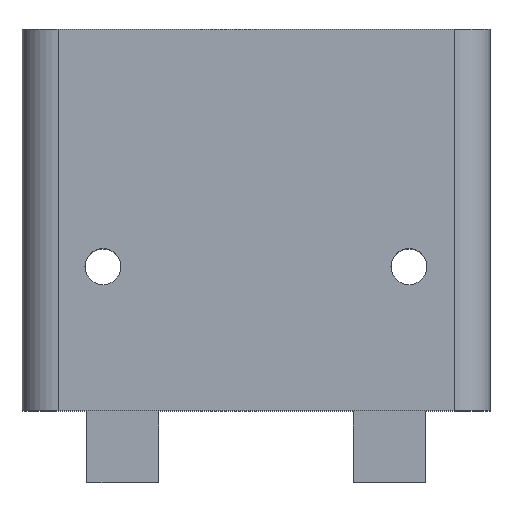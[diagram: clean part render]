
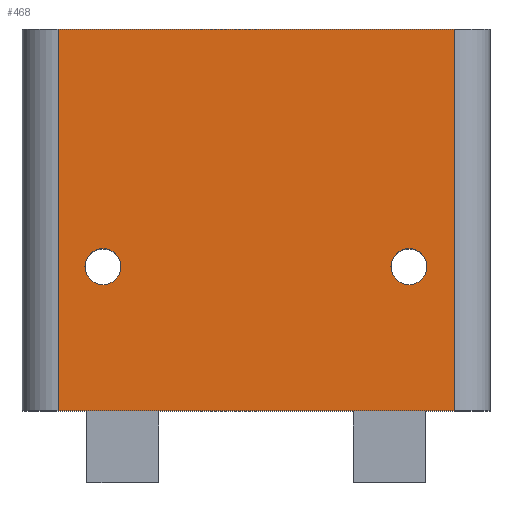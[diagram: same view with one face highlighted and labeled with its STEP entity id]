
A CAD part, top view. The second image highlights one B-rep face of the part: STEP entity #468.
In plain terms, the highlighted planar face has unit normal (0, 0, 1).
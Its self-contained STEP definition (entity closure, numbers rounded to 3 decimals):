
#18=FACE_BOUND('',#86,.T.);
#19=FACE_BOUND('',#87,.T.);
#36=PLANE('',#526);
#57=FACE_OUTER_BOUND('',#85,.T.);
#85=EDGE_LOOP('',(#395,#396,#397,#398));
#86=EDGE_LOOP('',(#399,#400));
#87=EDGE_LOOP('',(#401,#402));
#133=LINE('',#770,#177);
#134=LINE('',#777,#178);
#135=LINE('',#780,#179);
#136=LINE('',#781,#180);
#177=VECTOR('',#627,10.);
#178=VECTOR('',#636,10.);
#179=VECTOR('',#639,10.);
#180=VECTOR('',#640,10.);
#188=CIRCLE('',#498,0.5);
#189=CIRCLE('',#499,0.5);
#191=CIRCLE('',#502,0.5);
#192=CIRCLE('',#503,0.5);
#208=VERTEX_POINT('',#680);
#209=VERTEX_POINT('',#681);
#211=VERTEX_POINT('',#688);
#212=VERTEX_POINT('',#689);
#239=VERTEX_POINT('',#767);
#240=VERTEX_POINT('',#769);
#242=VERTEX_POINT('',#775);
#243=VERTEX_POINT('',#779);
#252=EDGE_CURVE('',#208,#209,#188,.T.);
#253=EDGE_CURVE('',#209,#208,#189,.T.);
#256=EDGE_CURVE('',#211,#212,#191,.T.);
#257=EDGE_CURVE('',#212,#211,#192,.T.);
#295=EDGE_CURVE('',#240,#239,#133,.T.);
#299=EDGE_CURVE('',#240,#242,#134,.T.);
#300=EDGE_CURVE('',#243,#239,#135,.T.);
#301=EDGE_CURVE('',#242,#243,#136,.T.);
#395=ORIENTED_EDGE('',*,*,#299,.F.);
#396=ORIENTED_EDGE('',*,*,#295,.T.);
#397=ORIENTED_EDGE('',*,*,#300,.F.);
#398=ORIENTED_EDGE('',*,*,#301,.F.);
#399=ORIENTED_EDGE('',*,*,#252,.T.);
#400=ORIENTED_EDGE('',*,*,#253,.T.);
#401=ORIENTED_EDGE('',*,*,#256,.T.);
#402=ORIENTED_EDGE('',*,*,#257,.T.);
#468=ADVANCED_FACE('',(#57,#18,#19),#36,.T.);
#498=AXIS2_PLACEMENT_3D('',#682,#546,#547);
#499=AXIS2_PLACEMENT_3D('',#683,#548,#549);
#502=AXIS2_PLACEMENT_3D('',#690,#555,#556);
#503=AXIS2_PLACEMENT_3D('',#691,#557,#558);
#526=AXIS2_PLACEMENT_3D('',#778,#637,#638);
#546=DIRECTION('center_axis',(0.,0.,-1.));
#547=DIRECTION('ref_axis',(1.,0.,0.));
#548=DIRECTION('center_axis',(0.,0.,-1.));
#549=DIRECTION('ref_axis',(1.,0.,0.));
#555=DIRECTION('center_axis',(0.,0.,-1.));
#556=DIRECTION('ref_axis',(1.,0.,0.));
#557=DIRECTION('center_axis',(0.,0.,-1.));
#558=DIRECTION('ref_axis',(1.,0.,0.));
#627=DIRECTION('',(1.,0.,0.));
#636=DIRECTION('',(0.,1.,0.));
#637=DIRECTION('center_axis',(0.,0.,1.));
#638=DIRECTION('ref_axis',(1.,0.,0.));
#639=DIRECTION('',(0.,-1.,0.));
#640=DIRECTION('',(1.,0.,0.));
#680=CARTESIAN_POINT('',(-10.25,4.,0.));
#681=CARTESIAN_POINT('',(-11.25,4.,0.));
#682=CARTESIAN_POINT('Origin',(-10.75,4.,0.));
#683=CARTESIAN_POINT('Origin',(-10.75,4.,0.));
#688=CARTESIAN_POINT('',(-1.75,4.,0.));
#689=CARTESIAN_POINT('',(-2.75,4.,0.));
#690=CARTESIAN_POINT('Origin',(-2.25,4.,0.));
#691=CARTESIAN_POINT('Origin',(-2.25,4.,0.));
#767=CARTESIAN_POINT('',(-1.,0.,0.));
#769=CARTESIAN_POINT('',(-12.,0.,0.));
#770=CARTESIAN_POINT('',(-13.,0.,0.));
#775=CARTESIAN_POINT('',(-12.,10.6,0.));
#777=CARTESIAN_POINT('',(-12.,0.,0.));
#778=CARTESIAN_POINT('Origin',(-13.,0.,0.));
#779=CARTESIAN_POINT('',(-1.,10.6,0.));
#780=CARTESIAN_POINT('',(-1.,0.,0.));
#781=CARTESIAN_POINT('',(-13.,10.6,0.));
